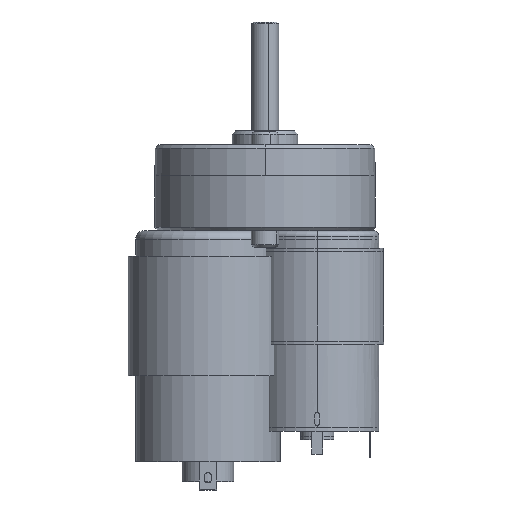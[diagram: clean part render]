
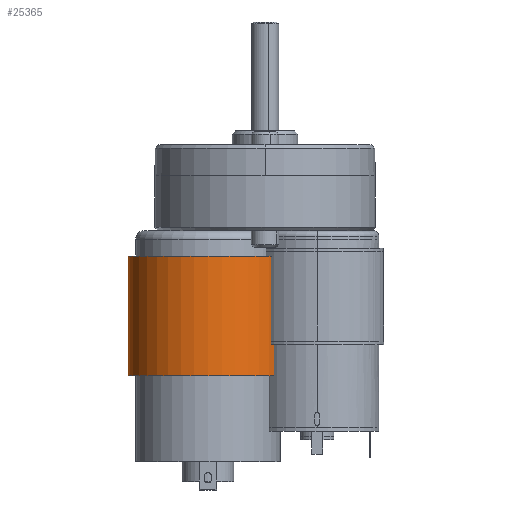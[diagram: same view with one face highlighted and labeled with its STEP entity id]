
A CAD part, front view. The second image highlights one B-rep face of the part: STEP entity #25365.
In plain terms, the highlighted cylindrical face has radius 23.1 mm (diameter 46.2 mm), a partial arc.
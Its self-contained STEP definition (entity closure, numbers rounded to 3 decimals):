
#345 = EDGE_LOOP ( 'NONE', ( #48743, #30116, #26874, #23296 ) ) ;
#1037 = VERTEX_POINT ( 'NONE', #24471 ) ;
#4823 = AXIS2_PLACEMENT_3D ( 'NONE', #27094, #14385, #27274 ) ;
#5249 = VERTEX_POINT ( 'NONE', #44402 ) ;
#6425 = DIRECTION ( 'NONE',  ( 1., 0., 0. ) ) ;
#6878 = CIRCLE ( 'NONE', #26051, 23.1 ) ;
#8648 = AXIS2_PLACEMENT_3D ( 'NONE', #41467, #16096, #45741 ) ;
#8853 = VERTEX_POINT ( 'NONE', #19602 ) ;
#11864 = DIRECTION ( 'NONE',  ( 1., 0., 0. ) ) ;
#13988 = EDGE_CURVE ( 'NONE', #5249, #8853, #6878, .T. ) ;
#14385 = DIRECTION ( 'NONE',  ( 1., 0., 0. ) ) ;
#16096 = DIRECTION ( 'NONE',  ( 1., 0., 0. ) ) ;
#17005 = LINE ( 'NONE', #41468, #26889 ) ;
#19330 = EDGE_CURVE ( 'NONE', #1037, #36025, #27248, .T. ) ;
#19602 = CARTESIAN_POINT ( 'NONE',  ( 7.3, 0., -23.1 ) ) ;
#20664 = CARTESIAN_POINT ( 'NONE',  ( 63.872, 0., -23.1 ) ) ;
#23296 = ORIENTED_EDGE ( 'NONE', *, *, #19330, .F. ) ;
#24471 = CARTESIAN_POINT ( 'NONE',  ( 42., 0., 23.1 ) ) ;
#25365 = ADVANCED_FACE ( 'NONE', ( #44238 ), #48822, .T. ) ;
#26051 = AXIS2_PLACEMENT_3D ( 'NONE', #31700, #6425, #35982 ) ;
#26874 = ORIENTED_EDGE ( 'NONE', *, *, #30912, .T. ) ;
#26889 = VECTOR ( 'NONE', #37168, 1000. ) ;
#27094 = CARTESIAN_POINT ( 'NONE',  ( 63.872, 0., 0. ) ) ;
#27248 = CIRCLE ( 'NONE', #8648, 23.1 ) ;
#27274 = DIRECTION ( 'NONE',  ( 0., 0., -1. ) ) ;
#30116 = ORIENTED_EDGE ( 'NONE', *, *, #13988, .T. ) ;
#30912 = EDGE_CURVE ( 'NONE', #8853, #36025, #53782, .T. ) ;
#31700 = CARTESIAN_POINT ( 'NONE',  ( 7.3, 0., 0. ) ) ;
#35982 = DIRECTION ( 'NONE',  ( 0., 0., -1. ) ) ;
#36025 = VERTEX_POINT ( 'NONE', #43378 ) ;
#37168 = DIRECTION ( 'NONE',  ( 1., 0., 0. ) ) ;
#41191 = VECTOR ( 'NONE', #11864, 1000. ) ;
#41467 = CARTESIAN_POINT ( 'NONE',  ( 42., 0., 0. ) ) ;
#41468 = CARTESIAN_POINT ( 'NONE',  ( 63.872, 0., 23.1 ) ) ;
#43378 = CARTESIAN_POINT ( 'NONE',  ( 42., 0., -23.1 ) ) ;
#44238 = FACE_OUTER_BOUND ( 'NONE', #345, .T. ) ;
#44402 = CARTESIAN_POINT ( 'NONE',  ( 7.3, 0., 23.1 ) ) ;
#45741 = DIRECTION ( 'NONE',  ( 0., 0., -1. ) ) ;
#47087 = EDGE_CURVE ( 'NONE', #5249, #1037, #17005, .T. ) ;
#48743 = ORIENTED_EDGE ( 'NONE', *, *, #47087, .F. ) ;
#48822 = CYLINDRICAL_SURFACE ( 'NONE', #4823, 23.1 ) ;
#53782 = LINE ( 'NONE', #20664, #41191 ) ;
